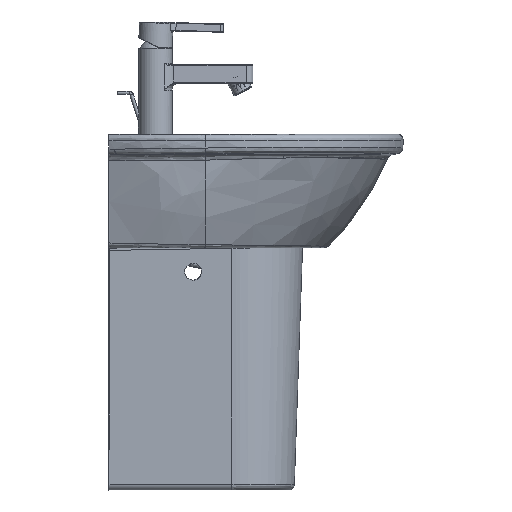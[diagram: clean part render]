
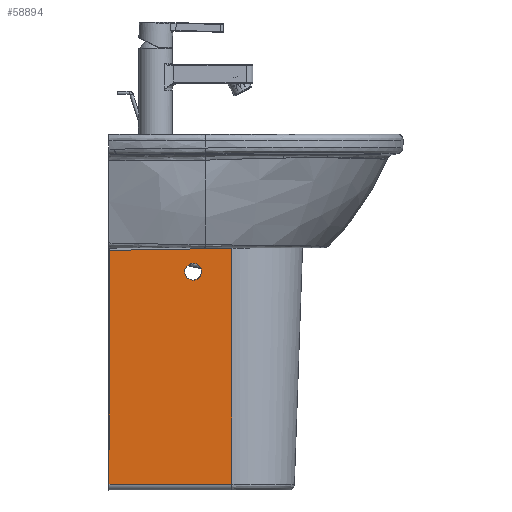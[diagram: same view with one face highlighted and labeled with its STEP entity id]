
A CAD part, front view. The second image highlights one B-rep face of the part: STEP entity #58894.
In plain terms, the highlighted face is planar.
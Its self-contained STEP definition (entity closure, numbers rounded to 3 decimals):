
#57796=CARTESIAN_POINT('',(0.,80.769,-280.875));
#57797=VERTEX_POINT('',#57796);
#57805=CARTESIAN_POINT('',(0.,88.516,-2.999));
#57806=VERTEX_POINT('',#57805);
#57807=CARTESIAN_POINT('',(0.,80.769,-280.875));
#57808=DIRECTION('',(0.0,0.028,1.));
#57809=VECTOR('',#57808,277.984);
#57810=LINE('',#57807,#57809);
#57811=EDGE_CURVE('',#57797,#57806,#57810,.T.);
#58352=CARTESIAN_POINT('',(-146.017,85.664,-0.566));
#58353=VERTEX_POINT('',#58352);
#58354=CARTESIAN_POINT('',(-146.017,77.849,-280.875));
#58355=VERTEX_POINT('',#58354);
#58356=CARTESIAN_POINT('',(-146.017,85.664,-0.566));
#58357=DIRECTION('',(0.0,-0.028,-1.));
#58358=VECTOR('',#58357,280.418);
#58359=LINE('',#58356,#58358);
#58360=EDGE_CURVE('',#58353,#58355,#58359,.T.);
#58857=CARTESIAN_POINT('',(0.,80.769,-280.875));
#58858=DIRECTION('',(-1.,-0.02,0.));
#58859=VECTOR('',#58858,146.046);
#58860=LINE('',#58857,#58859);
#58861=EDGE_CURVE('',#57797,#58355,#58860,.T.);
#58867=CARTESIAN_POINT('',(0.0,88.6,0.0));
#58868=DIRECTION('',(0.02,-0.999,0.028));
#58869=DIRECTION('',(0.0,-0.028,-1.));
#58870=AXIS2_PLACEMENT_3D('',#58867,#58868,#58869);
#58871=PLANE('',#58870);
#58872=CARTESIAN_POINT('',(0.,88.516,-2.999));
#58873=DIRECTION('',(-1.,-0.02,0.017));
#58874=VECTOR('',#58873,146.065);
#58875=LINE('',#58872,#58874);
#58876=EDGE_CURVE('',#58353,#57806,#58875,.F.);
#58877=ORIENTED_EDGE('',*,*,#58876,.T.);
#58878=ORIENTED_EDGE('',*,*,#57811,.F.);
#58879=ORIENTED_EDGE('',*,*,#58861,.T.);
#58880=ORIENTED_EDGE('',*,*,#58360,.F.);
#58881=EDGE_LOOP('',(#58877,#58878,#58879,#58880));
#58882=FACE_OUTER_BOUND('',#58881,.T.);
#58883=CARTESIAN_POINT('',(-110.0,85.61,-28.337));
#58884=VERTEX_POINT('',#58883);
#58885=CARTESIAN_POINT('',(-100.0,85.81,-28.337));
#58886=DIRECTION('',(-0.02,0.999,-0.028));
#58887=DIRECTION('',(0.583,0.034,0.812));
#58888=AXIS2_PLACEMENT_3D('',#58885,#58886,#58887);
#58889=ELLIPSE('',#58888,10.006,10.0);
#58890=EDGE_CURVE('',#58884,#58884,#58889,.T.);
#58891=ORIENTED_EDGE('',*,*,#58890,.F.);
#58892=EDGE_LOOP('',(#58891));
#58893=FACE_BOUND('',#58892,.T.);
#58894=ADVANCED_FACE('',(#58882,#58893),#58871,.F.);
